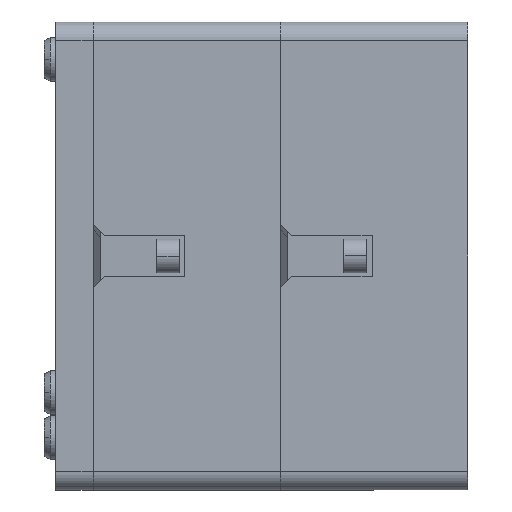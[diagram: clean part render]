
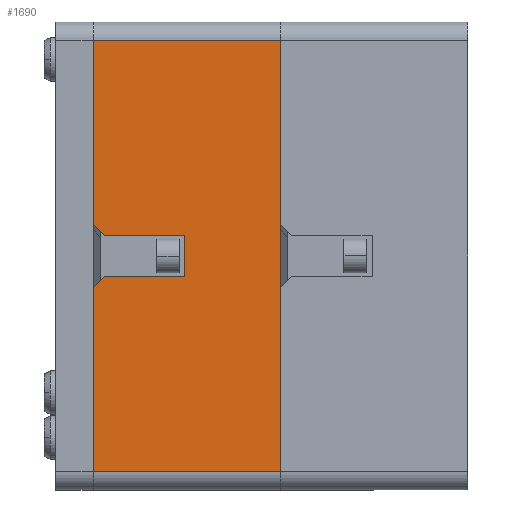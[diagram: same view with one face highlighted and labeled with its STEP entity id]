
A CAD part, front view. The second image highlights one B-rep face of the part: STEP entity #1690.
In plain terms, the highlighted planar face has unit normal (0, -1, 0).
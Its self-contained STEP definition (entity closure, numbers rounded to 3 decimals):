
#578 = CARTESIAN_POINT ( 'NONE',  ( 0.5, 0., 2.5 ) ) ;
#585 = ORIENTED_EDGE ( 'NONE', *, *, #6137, .T. ) ;
#592 = VERTEX_POINT ( 'NONE', #2479 ) ;
#658 = CARTESIAN_POINT ( 'NONE',  ( 0.5, 0., -2.5 ) ) ;
#912 = DIRECTION ( 'NONE',  ( 0., 0., -1. ) ) ;
#1004 = VECTOR ( 'NONE', #8785, 1000. ) ;
#1400 = VERTEX_POINT ( 'NONE', #11674 ) ;
#1414 = VERTEX_POINT ( 'NONE', #7357 ) ;
#1659 = PLANE ( 'NONE',  #7090 ) ;
#1690 = ADVANCED_FACE ( 'NONE', ( #3304 ), #1659, .T. ) ;
#1983 = ORIENTED_EDGE ( 'NONE', *, *, #8679, .T. ) ;
#2365 = CARTESIAN_POINT ( 'NONE',  ( 5.7, 0., 0.05 ) ) ;
#2451 = VECTOR ( 'NONE', #6915, 1000. ) ;
#2479 = CARTESIAN_POINT ( 'NONE',  ( 6.8, 0., 0.05 ) ) ;
#2544 = CARTESIAN_POINT ( 'NONE',  ( 0.5, 0., 3.5 ) ) ;
#2605 = EDGE_CURVE ( 'NONE', #1400, #6886, #10653, .T. ) ;
#2631 = VECTOR ( 'NONE', #8982, 1000. ) ;
#2669 = EDGE_CURVE ( 'NONE', #3418, #592, #6948, .T. ) ;
#2777 = LINE ( 'NONE', #2544, #9734 ) ;
#2863 = CARTESIAN_POINT ( 'NONE',  ( 5.7, 0., 2.2 ) ) ;
#3098 = LINE ( 'NONE', #6831, #4433 ) ;
#3280 = LINE ( 'NONE', #5296, #11636 ) ;
#3304 = FACE_OUTER_BOUND ( 'NONE', #8484, .T. ) ;
#3367 = VERTEX_POINT ( 'NONE', #8491 ) ;
#3395 = DIRECTION ( 'NONE',  ( 1., 0., 0. ) ) ;
#3418 = VERTEX_POINT ( 'NONE', #11653 ) ;
#3734 = CARTESIAN_POINT ( 'NONE',  ( 0.5, 0., 2.5 ) ) ;
#4157 = ORIENTED_EDGE ( 'NONE', *, *, #6587, .T. ) ;
#4398 = EDGE_CURVE ( 'NONE', #6909, #1414, #6990, .T. ) ;
#4433 = VECTOR ( 'NONE', #7681, 1000. ) ;
#4519 = ORIENTED_EDGE ( 'NONE', *, *, #2669, .F. ) ;
#4992 = ORIENTED_EDGE ( 'NONE', *, *, #4398, .F. ) ;
#5070 = ORIENTED_EDGE ( 'NONE', *, *, #2605, .T. ) ;
#5210 = CARTESIAN_POINT ( 'NONE',  ( 5.4, 0., 2.5 ) ) ;
#5296 = CARTESIAN_POINT ( 'NONE',  ( 6.8, 0., 2.2 ) ) ;
#5616 = CARTESIAN_POINT ( 'NONE',  ( 12., 0., -2.5 ) ) ;
#5787 = VECTOR ( 'NONE', #3395, 1000. ) ;
#5793 = VERTEX_POINT ( 'NONE', #658 ) ;
#6137 = EDGE_CURVE ( 'NONE', #3367, #592, #3280, .T. ) ;
#6350 = LINE ( 'NONE', #9966, #2631 ) ;
#6493 = EDGE_CURVE ( 'NONE', #8488, #5793, #2777, .T. ) ;
#6581 = VERTEX_POINT ( 'NONE', #5616 ) ;
#6587 = EDGE_CURVE ( 'NONE', #6909, #8488, #6923, .T. ) ;
#6831 = CARTESIAN_POINT ( 'NONE',  ( 6.8, 0., 2.2 ) ) ;
#6886 = VERTEX_POINT ( 'NONE', #10534 ) ;
#6909 = VERTEX_POINT ( 'NONE', #6954 ) ;
#6915 = DIRECTION ( 'NONE',  ( 1., 0., 0. ) ) ;
#6923 = LINE ( 'NONE', #7777, #10899 ) ;
#6948 = LINE ( 'NONE', #2365, #5787 ) ;
#6954 = CARTESIAN_POINT ( 'NONE',  ( 5.4, 0., 2.5 ) ) ;
#6990 = LINE ( 'NONE', #5210, #1004 ) ;
#7090 = AXIS2_PLACEMENT_3D ( 'NONE', #11530, #10804, #8948 ) ;
#7357 = CARTESIAN_POINT ( 'NONE',  ( 5.7, 0., 2.2 ) ) ;
#7396 = ORIENTED_EDGE ( 'NONE', *, *, #9923, .F. ) ;
#7681 = DIRECTION ( 'NONE',  ( 0.707, 0., 0.707 ) ) ;
#7777 = CARTESIAN_POINT ( 'NONE',  ( 0.5, 0., 2.5 ) ) ;
#7858 = ORIENTED_EDGE ( 'NONE', *, *, #9848, .F. ) ;
#8129 = EDGE_CURVE ( 'NONE', #6581, #1400, #6350, .T. ) ;
#8277 = VECTOR ( 'NONE', #8289, 1000. ) ;
#8289 = DIRECTION ( 'NONE',  ( 0., 0., -1. ) ) ;
#8465 = VECTOR ( 'NONE', #11507, 1000. ) ;
#8484 = EDGE_LOOP ( 'NONE', ( #11598, #5070, #7396, #585, #4519, #7858, #4992, #4157, #10952, #1983 ) ) ;
#8488 = VERTEX_POINT ( 'NONE', #3734 ) ;
#8491 = CARTESIAN_POINT ( 'NONE',  ( 6.8, 0., 2.2 ) ) ;
#8679 = EDGE_CURVE ( 'NONE', #5793, #6581, #10494, .T. ) ;
#8785 = DIRECTION ( 'NONE',  ( 0.707, 0., -0.707 ) ) ;
#8929 = DIRECTION ( 'NONE',  ( 0., 0., -1. ) ) ;
#8948 = DIRECTION ( 'NONE',  ( 1., 0., 0. ) ) ;
#8982 = DIRECTION ( 'NONE',  ( 0., 0., 1. ) ) ;
#9592 = CARTESIAN_POINT ( 'NONE',  ( 0.5, 0., -2.5 ) ) ;
#9734 = VECTOR ( 'NONE', #912, 1000. ) ;
#9848 = EDGE_CURVE ( 'NONE', #1414, #3418, #10167, .T. ) ;
#9923 = EDGE_CURVE ( 'NONE', #3367, #6886, #3098, .T. ) ;
#9966 = CARTESIAN_POINT ( 'NONE',  ( 12., 0., -2.5 ) ) ;
#10167 = LINE ( 'NONE', #2863, #8277 ) ;
#10494 = LINE ( 'NONE', #9592, #2451 ) ;
#10534 = CARTESIAN_POINT ( 'NONE',  ( 7.1, 0., 2.5 ) ) ;
#10653 = LINE ( 'NONE', #578, #8465 ) ;
#10804 = DIRECTION ( 'NONE',  ( 0., -1., 0. ) ) ;
#10899 = VECTOR ( 'NONE', #11539, 1000. ) ;
#10952 = ORIENTED_EDGE ( 'NONE', *, *, #6493, .T. ) ;
#11507 = DIRECTION ( 'NONE',  ( -1., 0., 0. ) ) ;
#11530 = CARTESIAN_POINT ( 'NONE',  ( 0.5, 0., 2.5 ) ) ;
#11539 = DIRECTION ( 'NONE',  ( -1., 0., 0. ) ) ;
#11598 = ORIENTED_EDGE ( 'NONE', *, *, #8129, .T. ) ;
#11636 = VECTOR ( 'NONE', #8929, 1000. ) ;
#11653 = CARTESIAN_POINT ( 'NONE',  ( 5.7, 0., 0.05 ) ) ;
#11674 = CARTESIAN_POINT ( 'NONE',  ( 12., 0., 2.5 ) ) ;
